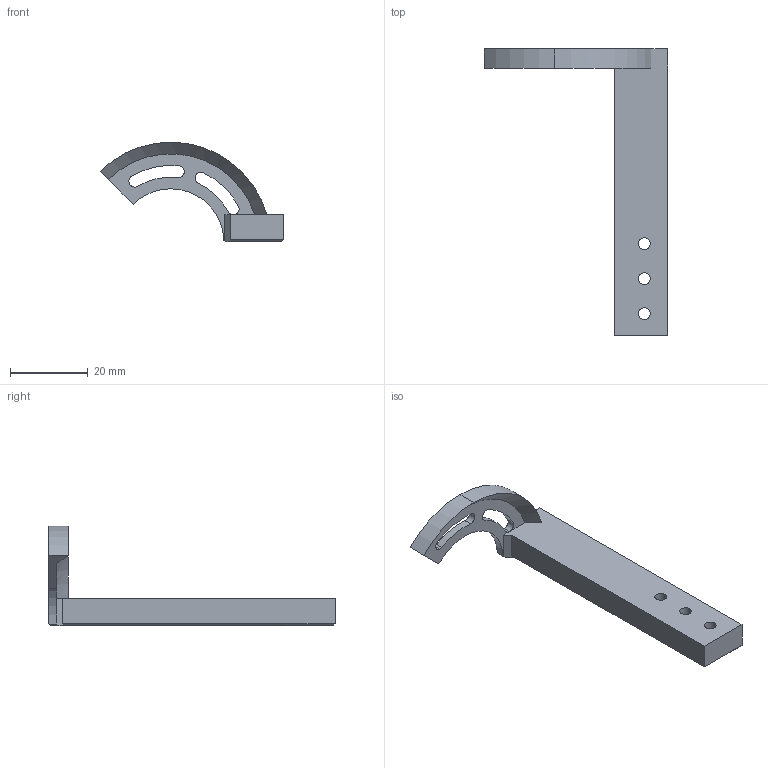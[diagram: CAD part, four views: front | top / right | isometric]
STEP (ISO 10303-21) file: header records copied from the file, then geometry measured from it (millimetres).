
FILE_DESCRIPTION (( 'STEP AP214' ), '1' );
FILE_NAME ('motorStandExtend.STEP', '2020-06-29T03:30:49', ( '' ), ( '' ), 'SwSTEP 2.0', 'SolidWorks 2016', '' );
FILE_SCHEMA (( 'AUTOMOTIVE_DESIGN' ));
Length unit declared in the file: millimetre
Products named in the file (1): motorStandExtend
Bounding box: 47.12 x 73.5 x 25.63 mm (x, y, z)
Volume: 7888.1 mm3; surface area: 4640 mm2
Topology: 1 solids, 1 shells, 43 faces, 115 edges, 73 vertices
Faces by surface type: cylinder 21, plane 15, cone 7
Entity records: 1407 total; most frequent: DIRECTION 252, CARTESIAN_POINT 238, ORIENTED_EDGE 230, EDGE_CURVE 115, AXIS2_PLACEMENT_3D 95, VERTEX_POINT 73, LINE 62, VECTOR 62
